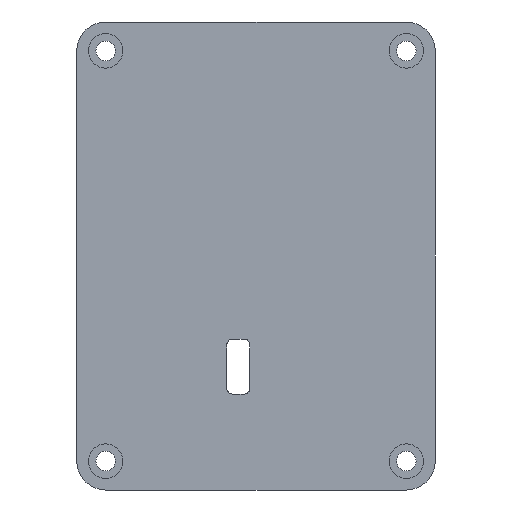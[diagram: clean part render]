
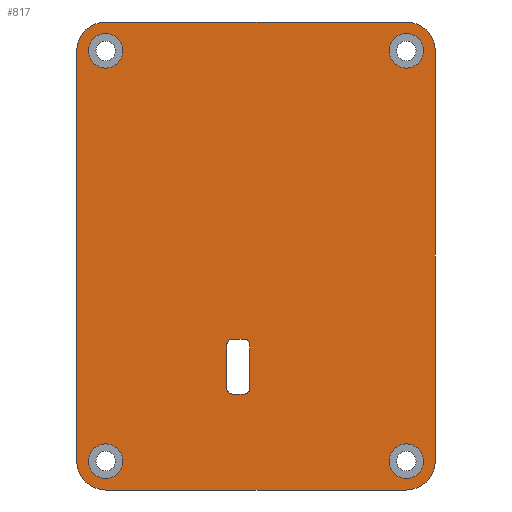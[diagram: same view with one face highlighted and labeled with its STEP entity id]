
A CAD part, front view. The second image highlights one B-rep face of the part: STEP entity #817.
In plain terms, the highlighted planar face has unit normal (0, -1, 0).
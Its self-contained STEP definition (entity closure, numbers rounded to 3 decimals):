
#27=FACE_BOUND('',#154,.T.);
#28=FACE_BOUND('',#155,.T.);
#29=FACE_BOUND('',#156,.T.);
#30=FACE_BOUND('',#157,.T.);
#31=FACE_BOUND('',#158,.T.);
#57=PLANE('',#914);
#99=FACE_OUTER_BOUND('',#153,.T.);
#153=EDGE_LOOP('',(#716,#717,#718,#719,#720,#721,#722,#723));
#154=EDGE_LOOP('',(#724,#725,#726,#727,#728,#729,#730,#731));
#155=EDGE_LOOP('',(#732));
#156=EDGE_LOOP('',(#733));
#157=EDGE_LOOP('',(#734));
#158=EDGE_LOOP('',(#735));
#173=LINE('',#1190,#244);
#179=LINE('',#1205,#250);
#181=LINE('',#1214,#252);
#186=LINE('',#1226,#257);
#195=LINE('',#1246,#266);
#223=LINE('',#1339,#294);
#226=LINE('',#1348,#297);
#237=LINE('',#1388,#308);
#244=VECTOR('',#942,10.);
#250=VECTOR('',#956,10.);
#252=VECTOR('',#966,10.);
#257=VECTOR('',#979,10.);
#266=VECTOR('',#992,10.);
#294=VECTOR('',#1086,10.);
#297=VECTOR('',#1095,10.);
#308=VECTOR('',#1144,10.);
#313=CIRCLE('',#842,1.);
#315=CIRCLE('',#846,1.);
#317=CIRCLE('',#850,1.);
#319=CIRCLE('',#854,1.);
#337=CIRCLE('',#888,5.);
#338=CIRCLE('',#890,5.);
#339=CIRCLE('',#893,5.);
#340=CIRCLE('',#896,5.);
#341=CIRCLE('',#901,3.);
#343=CIRCLE('',#904,3.);
#345=CIRCLE('',#907,3.);
#347=CIRCLE('',#910,3.);
#353=VERTEX_POINT('',#1180);
#354=VERTEX_POINT('',#1181);
#357=VERTEX_POINT('',#1189);
#359=VERTEX_POINT('',#1195);
#360=VERTEX_POINT('',#1196);
#363=VERTEX_POINT('',#1207);
#365=VERTEX_POINT('',#1213);
#367=VERTEX_POINT('',#1219);
#376=VERTEX_POINT('',#1243);
#377=VERTEX_POINT('',#1245);
#407=VERTEX_POINT('',#1329);
#408=VERTEX_POINT('',#1333);
#409=VERTEX_POINT('',#1337);
#410=VERTEX_POINT('',#1341);
#411=VERTEX_POINT('',#1343);
#412=VERTEX_POINT('',#1347);
#415=VERTEX_POINT('',#1363);
#417=VERTEX_POINT('',#1369);
#419=VERTEX_POINT('',#1375);
#421=VERTEX_POINT('',#1381);
#427=EDGE_CURVE('',#353,#354,#313,.T.);
#431=EDGE_CURVE('',#357,#354,#173,.T.);
#434=EDGE_CURVE('',#359,#360,#315,.T.);
#439=EDGE_CURVE('',#353,#360,#179,.T.);
#440=EDGE_CURVE('',#357,#363,#317,.T.);
#443=EDGE_CURVE('',#365,#363,#181,.T.);
#446=EDGE_CURVE('',#365,#367,#319,.T.);
#450=EDGE_CURVE('',#359,#367,#186,.T.);
#459=EDGE_CURVE('',#376,#377,#195,.T.);
#500=EDGE_CURVE('',#377,#407,#337,.T.);
#503=EDGE_CURVE('',#408,#376,#338,.T.);
#505=EDGE_CURVE('',#409,#408,#223,.T.);
#507=EDGE_CURVE('',#410,#411,#339,.T.);
#509=EDGE_CURVE('',#411,#412,#226,.T.);
#511=EDGE_CURVE('',#412,#409,#340,.T.);
#517=EDGE_CURVE('',#415,#415,#341,.T.);
#520=EDGE_CURVE('',#417,#417,#343,.T.);
#523=EDGE_CURVE('',#419,#419,#345,.T.);
#526=EDGE_CURVE('',#421,#421,#347,.T.);
#529=EDGE_CURVE('',#407,#410,#237,.T.);
#716=ORIENTED_EDGE('',*,*,#500,.F.);
#717=ORIENTED_EDGE('',*,*,#459,.F.);
#718=ORIENTED_EDGE('',*,*,#503,.F.);
#719=ORIENTED_EDGE('',*,*,#505,.F.);
#720=ORIENTED_EDGE('',*,*,#511,.F.);
#721=ORIENTED_EDGE('',*,*,#509,.F.);
#722=ORIENTED_EDGE('',*,*,#507,.F.);
#723=ORIENTED_EDGE('',*,*,#529,.F.);
#724=ORIENTED_EDGE('',*,*,#439,.T.);
#725=ORIENTED_EDGE('',*,*,#434,.F.);
#726=ORIENTED_EDGE('',*,*,#450,.T.);
#727=ORIENTED_EDGE('',*,*,#446,.F.);
#728=ORIENTED_EDGE('',*,*,#443,.T.);
#729=ORIENTED_EDGE('',*,*,#440,.F.);
#730=ORIENTED_EDGE('',*,*,#431,.T.);
#731=ORIENTED_EDGE('',*,*,#427,.F.);
#732=ORIENTED_EDGE('',*,*,#526,.F.);
#733=ORIENTED_EDGE('',*,*,#520,.F.);
#734=ORIENTED_EDGE('',*,*,#517,.F.);
#735=ORIENTED_EDGE('',*,*,#523,.F.);
#817=ADVANCED_FACE('',(#99,#27,#28,#29,#30,#31),#57,.F.);
#842=AXIS2_PLACEMENT_3D('',#1182,#934,#935);
#846=AXIS2_PLACEMENT_3D('',#1197,#947,#948);
#850=AXIS2_PLACEMENT_3D('',#1208,#959,#960);
#854=AXIS2_PLACEMENT_3D('',#1220,#971,#972);
#888=AXIS2_PLACEMENT_3D('',#1330,#1075,#1076);
#890=AXIS2_PLACEMENT_3D('',#1335,#1081,#1082);
#893=AXIS2_PLACEMENT_3D('',#1344,#1090,#1091);
#896=AXIS2_PLACEMENT_3D('',#1351,#1099,#1100);
#901=AXIS2_PLACEMENT_3D('',#1364,#1114,#1115);
#904=AXIS2_PLACEMENT_3D('',#1370,#1121,#1122);
#907=AXIS2_PLACEMENT_3D('',#1376,#1128,#1129);
#910=AXIS2_PLACEMENT_3D('',#1382,#1135,#1136);
#914=AXIS2_PLACEMENT_3D('',#1389,#1145,#1146);
#934=DIRECTION('center_axis',(0.,-1.,0.));
#935=DIRECTION('ref_axis',(0.707,0.,-0.707));
#942=DIRECTION('',(0.,0.,-1.));
#947=DIRECTION('center_axis',(0.,-1.,0.));
#948=DIRECTION('ref_axis',(-0.707,0.,-0.707));
#956=DIRECTION('',(-1.,0.,0.));
#959=DIRECTION('center_axis',(0.,-1.,0.));
#960=DIRECTION('ref_axis',(0.707,0.,0.707));
#966=DIRECTION('',(1.,0.,0.));
#971=DIRECTION('center_axis',(0.,-1.,0.));
#972=DIRECTION('ref_axis',(-0.707,0.,0.707));
#979=DIRECTION('',(0.,0.,1.));
#992=DIRECTION('',(0.,0.,1.));
#1075=DIRECTION('center_axis',(0.,1.,0.));
#1076=DIRECTION('ref_axis',(-0.707,0.,0.707));
#1081=DIRECTION('center_axis',(0.,1.,0.));
#1082=DIRECTION('ref_axis',(-0.707,0.,-0.707));
#1086=DIRECTION('',(-1.,0.,0.));
#1090=DIRECTION('center_axis',(0.,1.,0.));
#1091=DIRECTION('ref_axis',(0.707,0.,0.707));
#1095=DIRECTION('',(0.,0.,-1.));
#1099=DIRECTION('center_axis',(0.,1.,0.));
#1100=DIRECTION('ref_axis',(0.707,0.,-0.707));
#1114=DIRECTION('center_axis',(0.,-1.,0.));
#1115=DIRECTION('ref_axis',(1.,0.,0.));
#1121=DIRECTION('center_axis',(0.,-1.,0.));
#1122=DIRECTION('ref_axis',(1.,0.,0.));
#1128=DIRECTION('center_axis',(0.,-1.,0.));
#1129=DIRECTION('ref_axis',(1.,0.,0.));
#1135=DIRECTION('center_axis',(0.,-1.,0.));
#1136=DIRECTION('ref_axis',(1.,0.,0.));
#1144=DIRECTION('',(1.,0.,0.));
#1145=DIRECTION('center_axis',(0.,1.,0.));
#1146=DIRECTION('ref_axis',(1.,0.,0.));
#1180=CARTESIAN_POINT('',(18.82,0.,-65.35));
#1181=CARTESIAN_POINT('',(19.82,0.,-64.35));
#1182=CARTESIAN_POINT('Origin',(18.82,0.,-64.35));
#1189=CARTESIAN_POINT('',(19.82,0.,-56.85));
#1190=CARTESIAN_POINT('',(19.82,0.,-48.64));
#1195=CARTESIAN_POINT('',(15.82,0.,-64.35));
#1196=CARTESIAN_POINT('',(16.82,0.,-65.35));
#1197=CARTESIAN_POINT('Origin',(16.82,0.,-64.35));
#1205=CARTESIAN_POINT('',(20.345,0.,-65.35));
#1207=CARTESIAN_POINT('',(18.82,0.,-55.85));
#1208=CARTESIAN_POINT('Origin',(18.82,0.,-56.85));
#1213=CARTESIAN_POINT('',(16.82,0.,-55.85));
#1214=CARTESIAN_POINT('',(18.345,0.,-55.85));
#1219=CARTESIAN_POINT('',(15.82,0.,-56.85));
#1220=CARTESIAN_POINT('Origin',(16.82,0.,-56.85));
#1226=CARTESIAN_POINT('',(15.82,0.,-53.39));
#1243=CARTESIAN_POINT('',(-10.18,0.,-76.98));
#1245=CARTESIAN_POINT('',(-10.18,0.,-5.88));
#1246=CARTESIAN_POINT('',(-10.18,0.,-81.98));
#1329=CARTESIAN_POINT('',(-5.18,0.,-0.88));
#1330=CARTESIAN_POINT('Origin',(-5.18,0.,-5.88));
#1333=CARTESIAN_POINT('',(-5.18,0.,-81.98));
#1335=CARTESIAN_POINT('Origin',(-5.18,0.,-76.98));
#1337=CARTESIAN_POINT('',(46.92,0.,-81.98));
#1339=CARTESIAN_POINT('',(51.92,0.,-81.98));
#1341=CARTESIAN_POINT('',(46.92,0.,-0.88));
#1343=CARTESIAN_POINT('',(51.92,0.,-5.88));
#1344=CARTESIAN_POINT('Origin',(46.92,0.,-5.88));
#1347=CARTESIAN_POINT('',(51.92,0.,-76.98));
#1348=CARTESIAN_POINT('',(51.92,0.,-0.88));
#1351=CARTESIAN_POINT('Origin',(46.92,0.,-76.98));
#1363=CARTESIAN_POINT('',(43.92,0.,-5.88));
#1364=CARTESIAN_POINT('Origin',(46.92,0.,-5.88));
#1369=CARTESIAN_POINT('',(-8.18,0.,-5.88));
#1370=CARTESIAN_POINT('Origin',(-5.18,0.,-5.88));
#1375=CARTESIAN_POINT('',(-8.18,0.,-76.98));
#1376=CARTESIAN_POINT('Origin',(-5.18,0.,-76.98));
#1381=CARTESIAN_POINT('',(43.92,0.,-76.98));
#1382=CARTESIAN_POINT('Origin',(46.92,0.,-76.98));
#1388=CARTESIAN_POINT('',(-10.18,0.,-0.88));
#1389=CARTESIAN_POINT('Origin',(20.87,0.,-41.43));
